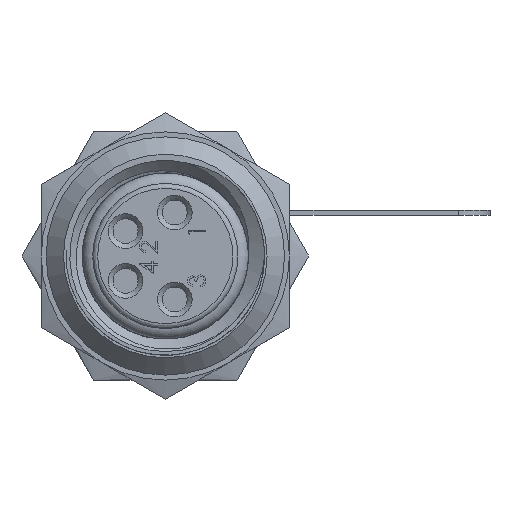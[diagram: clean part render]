
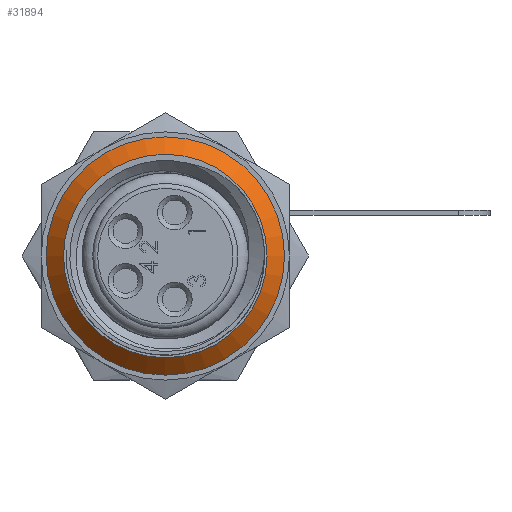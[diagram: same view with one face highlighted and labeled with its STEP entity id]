
A CAD part, left-side view. The second image highlights one B-rep face of the part: STEP entity #31894.
In plain terms, the highlighted conical face has half-angle 45 degrees and reference radius 4.8 mm.
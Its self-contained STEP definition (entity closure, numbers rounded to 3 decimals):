
#2785 = EDGE_LOOP ( 'NONE', ( #12201 ) ) ;
#3424 = CONICAL_SURFACE ( 'NONE', #37735, 4.8, 0.785 ) ;
#3471 = DIRECTION ( 'NONE',  ( 1., 0., 0. ) ) ;
#5877 = FACE_BOUND ( 'NONE', #2785, .T. ) ;
#7563 = CIRCLE ( 'NONE', #38675, 4.1 ) ;
#12199 = DIRECTION ( 'NONE',  ( -1., 0., 0. ) ) ;
#12201 = ORIENTED_EDGE ( 'NONE', *, *, #14858, .F. ) ;
#14858 = EDGE_CURVE ( 'NONE', #41865, #41865, #7563, .T. ) ;
#15681 = AXIS2_PLACEMENT_3D ( 'NONE', #41549, #18281, #45460 ) ;
#16092 = DIRECTION ( 'NONE',  ( 0., 0., -1. ) ) ;
#18281 = DIRECTION ( 'NONE',  ( 0., 0., 1. ) ) ;
#26779 = DIRECTION ( 'NONE',  ( 0., 0., 1. ) ) ;
#31894 = ADVANCED_FACE ( 'NONE', ( #5877, #44810 ), #3424, .T. ) ;
#32648 = CARTESIAN_POINT ( 'NONE',  ( 4.1, 0., 0. ) ) ;
#32822 = ORIENTED_EDGE ( 'NONE', *, *, #35126, .T. ) ;
#35126 = EDGE_CURVE ( 'NONE', #47342, #47342, #37421, .T. ) ;
#37421 = CIRCLE ( 'NONE', #15681, 4.8 ) ;
#37735 = AXIS2_PLACEMENT_3D ( 'NONE', #39340, #16092, #12199 ) ;
#38675 = AXIS2_PLACEMENT_3D ( 'NONE', #50055, #26779, #3471 ) ;
#39340 = CARTESIAN_POINT ( 'NONE',  ( 0., 0., -0.7 ) ) ;
#41549 = CARTESIAN_POINT ( 'NONE',  ( 0., 0., -0.7 ) ) ;
#41865 = VERTEX_POINT ( 'NONE', #32648 ) ;
#44559 = CARTESIAN_POINT ( 'NONE',  ( 4.8, 0., -0.7 ) ) ;
#44810 = FACE_OUTER_BOUND ( 'NONE', #46336, .T. ) ;
#45460 = DIRECTION ( 'NONE',  ( 1., 0., 0. ) ) ;
#46336 = EDGE_LOOP ( 'NONE', ( #32822 ) ) ;
#47342 = VERTEX_POINT ( 'NONE', #44559 ) ;
#50055 = CARTESIAN_POINT ( 'NONE',  ( 0., 0., 0. ) ) ;
